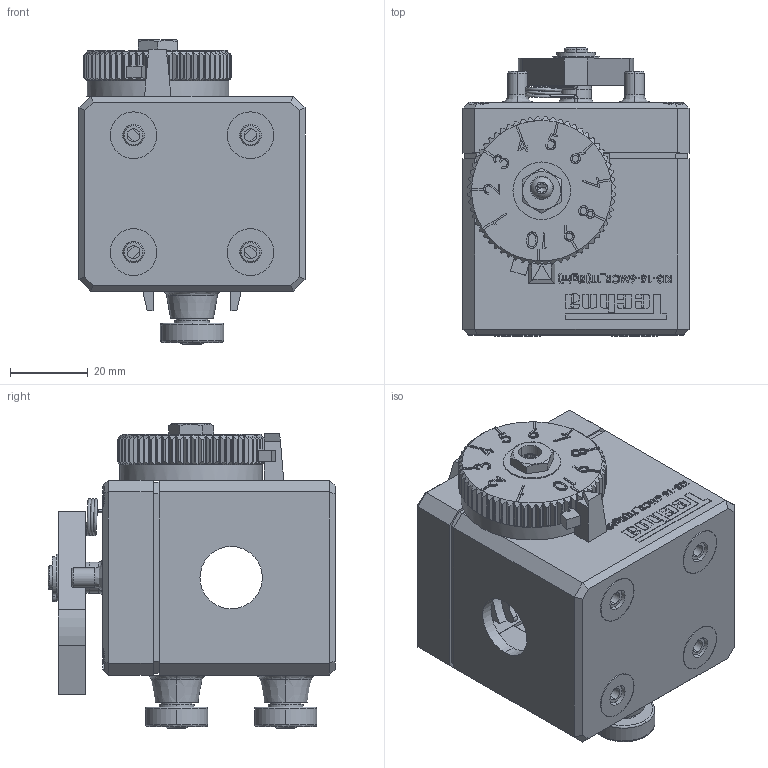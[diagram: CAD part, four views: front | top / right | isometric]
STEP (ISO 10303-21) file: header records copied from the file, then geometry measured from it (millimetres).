
FILE_DESCRIPTION (( 'STEP AP214' ), '1' );
FILE_NAME ('KI3-15-6MCR_TT(Right).STEP', '2020-06-15T10:54:00', ( '' ), ( '' ), 'SwSTEP 2.0', 'SolidWorks 2020', '' );
FILE_SCHEMA (( 'AUTOMOTIVE_DESIGN' ));
Length unit declared in the file: millimetre
Products named in the file (1): KI3-15-6MCR_TT(Right)
Bounding box: 58 x 73.9 x 78.05 mm (x, y, z)
Volume: 86013.9 mm3; surface area: 58564.9 mm2
Topology: 21 solids, 21 shells, 2587 faces, 7117 edges, 4687 vertices
Faces by surface type: plane 1641, cylinder 636, bspline 209, cone 98, torus 2, sphere 1
Entity records: 98513 total; most frequent: CARTESIAN_POINT 29317, ORIENTED_EDGE 14218, DIRECTION 12828, EDGE_CURVE 7109, VERTEX_POINT 4686, AXIS2_PLACEMENT_3D 4514, VECTOR 3800, LINE 3800
